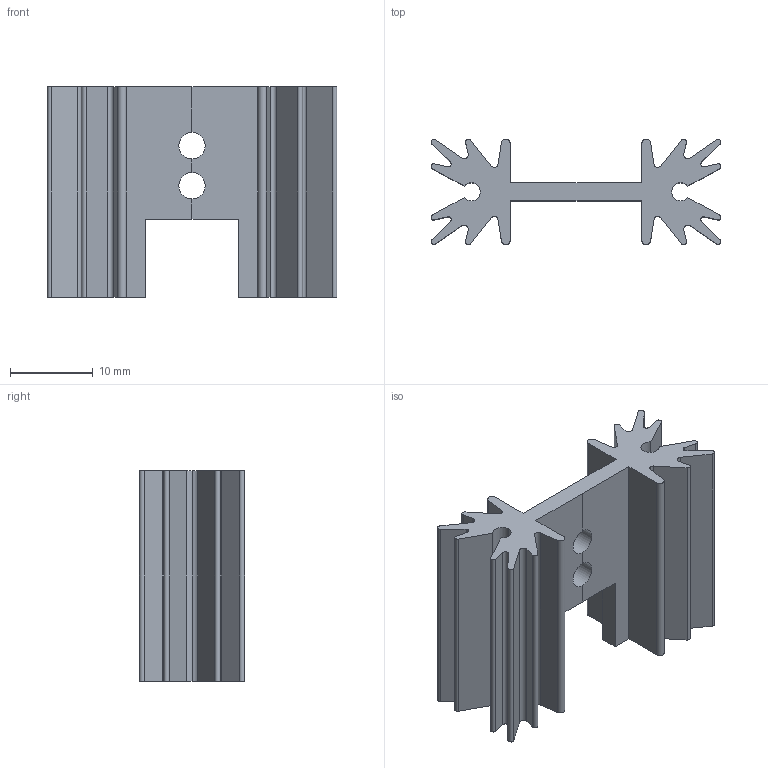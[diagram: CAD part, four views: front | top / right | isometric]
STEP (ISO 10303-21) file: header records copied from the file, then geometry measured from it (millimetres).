
FILE_DESCRIPTION(('FreeCAD Model'),'2;1');
FILE_NAME('Open CASCADE Shape Model','2024-07-17T22:43:30',( 'kicad StepUp'),('ksu MCAD'),'Open CASCADE STEP processor 7.6', 'FreeCAD','Unknown');
FILE_SCHEMA(('AUTOMOTIVE_DESIGN { 1 0 10303 214 1 1 1 1 }'));
Length unit declared in the file: millimetre
Products named in the file (1): Pocket001
Bounding box: 34.92 x 12.7 x 25.4 mm (x, y, z)
Volume: 4188.5 mm3; surface area: 4653.5 mm2
Topology: 1 solids, 1 shells, 76 faces, 234 edges, 156 vertices
Faces by surface type: plane 42, cylinder 34
Full cylindrical faces by diameter (mm): 3.18 x2
Entity records: 2664 total; most frequent: ORIENTED_EDGE 468, CARTESIAN_POINT 467, DIRECTION 464, EDGE_CURVE 234, LINE 158, VECTOR 158, VERTEX_POINT 156, AXIS2_PLACEMENT_3D 153
